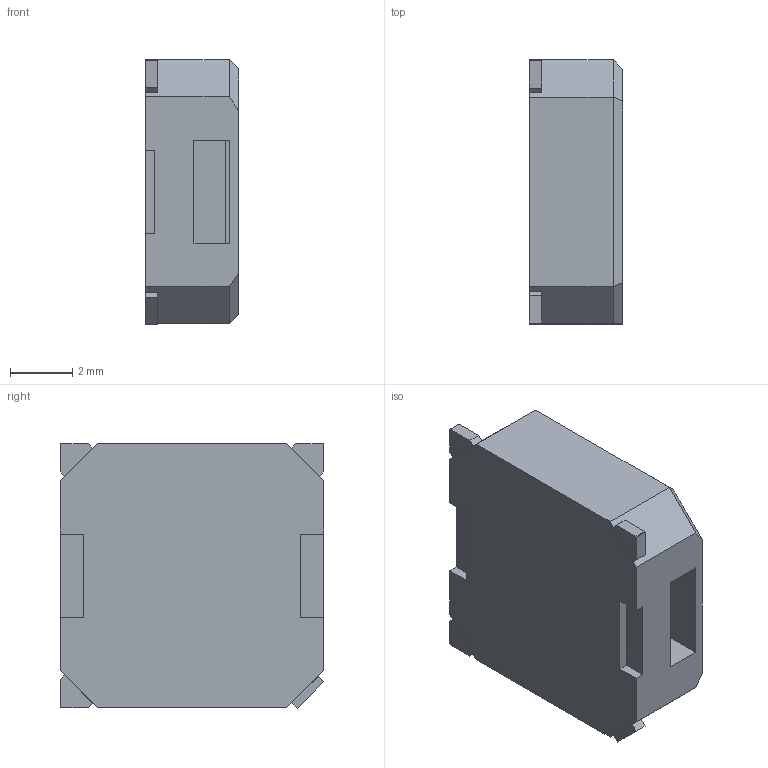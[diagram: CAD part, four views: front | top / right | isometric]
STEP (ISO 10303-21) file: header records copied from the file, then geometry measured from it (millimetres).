
FILE_DESCRIPTION(/* description */ (''),/* implementation_level */ '2;1');
FILE_NAME(/* name */ 'CMT_85853_97.stp',/* time_stamp */ '2022-06-06T15:14:04+02:00',/* author */ ('Christian'),/* organization */ (''),/* preprocessor_version */ 'ST-DEVELOPER v18.1',/* originating_system */ 'Autodesk Inventor 2022',/* authorisation */ '');
FILE_SCHEMA (('CONFIG_CONTROL_DESIGN'));
Length unit declared in the file: millimetre
Products named in the file (1): peanut mount
Bounding box: 3 x 8.5 x 8.52 mm (x, y, z)
Volume: 117.7 mm3; surface area: 375.3 mm2
Topology: 5 solids, 5 shells, 87 faces, 216 edges, 142 vertices
Faces by surface type: plane 87
Entity records: 2568 total; most frequent: CARTESIAN_POINT 446, ORIENTED_EDGE 432, DIRECTION 392, LINE 216, VECTOR 216, EDGE_CURVE 216, VERTEX_POINT 142, EDGE_LOOP 90
